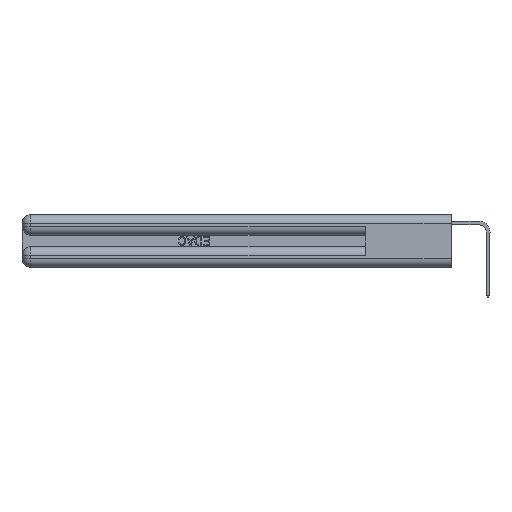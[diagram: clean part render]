
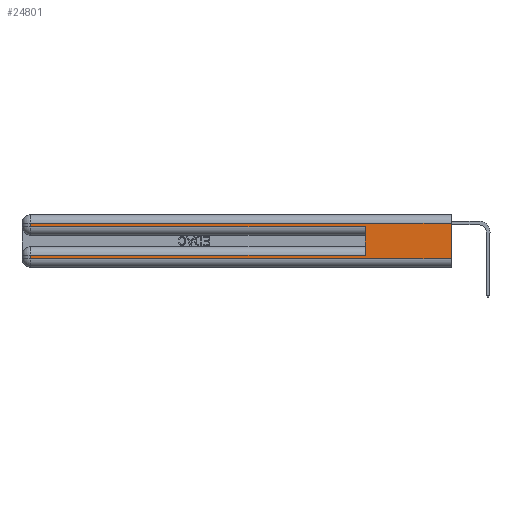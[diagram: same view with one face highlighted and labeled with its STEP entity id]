
A CAD part, left-side view. The second image highlights one B-rep face of the part: STEP entity #24801.
In plain terms, the highlighted planar face has unit normal (-1, 0, 0).
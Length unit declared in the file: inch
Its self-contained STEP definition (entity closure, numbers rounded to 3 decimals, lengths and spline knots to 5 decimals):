
#518 = CARTESIAN_POINT ( 'NONE',  ( 0., 0.6, 0.145 ) ) ;
#586 = LINE ( 'NONE', #13029, #22896 ) ;
#1189 = EDGE_CURVE ( 'NONE', #1671, #9093, #11464, .T. ) ;
#1356 = EDGE_CURVE ( 'NONE', #13197, #22456, #2314, .T. ) ;
#1415 = AXIS2_PLACEMENT_3D ( 'NONE', #25464, #27616, #14768 ) ;
#1610 = CARTESIAN_POINT ( 'NONE',  ( 0., 0., 0.31 ) ) ;
#1671 = VERTEX_POINT ( 'NONE', #11150 ) ;
#2314 = LINE ( 'NONE', #5572, #24546 ) ;
#3043 = DIRECTION ( 'NONE',  ( 0., 1., 0. ) ) ;
#5401 = CARTESIAN_POINT ( 'NONE',  ( 0., 2.94, 0.085 ) ) ;
#5572 = CARTESIAN_POINT ( 'NONE',  ( 0., 0., 0.06 ) ) ;
#5705 = VECTOR ( 'NONE', #24482, 39.37008 ) ;
#6109 = ORIENTED_EDGE ( 'NONE', *, *, #1189, .T. ) ;
#6326 = VECTOR ( 'NONE', #3043, 39.37008 ) ;
#6501 = ORIENTED_EDGE ( 'NONE', *, *, #18569, .T. ) ;
#8958 = DIRECTION ( 'NONE',  ( 0., 0., -1. ) ) ;
#8985 = EDGE_CURVE ( 'NONE', #16353, #22456, #16502, .T. ) ;
#9016 = LINE ( 'NONE', #518, #25492 ) ;
#9093 = VERTEX_POINT ( 'NONE', #17956 ) ;
#9244 = DIRECTION ( 'NONE',  ( 0., 0., 1. ) ) ;
#9874 = CARTESIAN_POINT ( 'NONE',  ( 0., 2.94, 0.06 ) ) ;
#10439 = PLANE ( 'NONE',  #1415 ) ;
#10776 = VECTOR ( 'NONE', #8958, 39.37008 ) ;
#11150 = CARTESIAN_POINT ( 'NONE',  ( 0., 2.94, 0.31 ) ) ;
#11383 = CARTESIAN_POINT ( 'NONE',  ( 0., 0., 0.285 ) ) ;
#11464 = LINE ( 'NONE', #18082, #5705 ) ;
#11565 = LINE ( 'NONE', #11383, #22339 ) ;
#11752 = CARTESIAN_POINT ( 'NONE',  ( 0., 0., 0.085 ) ) ;
#12094 = ORIENTED_EDGE ( 'NONE', *, *, #27208, .F. ) ;
#12124 = CARTESIAN_POINT ( 'NONE',  ( 0., 0.6, 0.085 ) ) ;
#12733 = LINE ( 'NONE', #11752, #6326 ) ;
#13029 = CARTESIAN_POINT ( 'NONE',  ( 0., 2.94, 0.37 ) ) ;
#13197 = VERTEX_POINT ( 'NONE', #9874 ) ;
#14343 = EDGE_CURVE ( 'NONE', #26815, #13197, #586, .T. ) ;
#14437 = ORIENTED_EDGE ( 'NONE', *, *, #18277, .T. ) ;
#14768 = DIRECTION ( 'NONE',  ( 0., 0., -1. ) ) ;
#15223 = EDGE_CURVE ( 'NONE', #15329, #26815, #12733, .T. ) ;
#15329 = VERTEX_POINT ( 'NONE', #12124 ) ;
#15732 = EDGE_LOOP ( 'NONE', ( #19426, #6501, #6109, #14437, #12094, #15984, #18342, #26660 ) ) ;
#15984 = ORIENTED_EDGE ( 'NONE', *, *, #15223, .T. ) ;
#16353 = VERTEX_POINT ( 'NONE', #20380 ) ;
#16502 = LINE ( 'NONE', #19737, #10776 ) ;
#17396 = DIRECTION ( 'NONE',  ( 0., 0., -1. ) ) ;
#17956 = CARTESIAN_POINT ( 'NONE',  ( 0., 2.94, 0.285 ) ) ;
#18082 = CARTESIAN_POINT ( 'NONE',  ( 0., 2.94, 0.37 ) ) ;
#18277 = EDGE_CURVE ( 'NONE', #9093, #18653, #11565, .T. ) ;
#18342 = ORIENTED_EDGE ( 'NONE', *, *, #14343, .T. ) ;
#18569 = EDGE_CURVE ( 'NONE', #16353, #1671, #27655, .T. ) ;
#18653 = VERTEX_POINT ( 'NONE', #21441 ) ;
#18919 = DIRECTION ( 'NONE',  ( 0., 1., 0. ) ) ;
#19296 = FACE_OUTER_BOUND ( 'NONE', #15732, .T. ) ;
#19426 = ORIENTED_EDGE ( 'NONE', *, *, #8985, .F. ) ;
#19737 = CARTESIAN_POINT ( 'NONE',  ( 0., 0., 0.37 ) ) ;
#20053 = DIRECTION ( 'NONE',  ( 0., -1., 0. ) ) ;
#20380 = CARTESIAN_POINT ( 'NONE',  ( 0., 0., 0.31 ) ) ;
#20586 = CARTESIAN_POINT ( 'NONE',  ( 0., 0., 0.06 ) ) ;
#20680 = DIRECTION ( 'NONE',  ( 0., -1., 0. ) ) ;
#21441 = CARTESIAN_POINT ( 'NONE',  ( 0., 0.6, 0.285 ) ) ;
#22005 = VECTOR ( 'NONE', #18919, 39.37008 ) ;
#22339 = VECTOR ( 'NONE', #20053, 39.37008 ) ;
#22456 = VERTEX_POINT ( 'NONE', #20586 ) ;
#22896 = VECTOR ( 'NONE', #17396, 39.37008 ) ;
#24482 = DIRECTION ( 'NONE',  ( 0., 0., -1. ) ) ;
#24546 = VECTOR ( 'NONE', #20680, 39.37008 ) ;
#24801 = ADVANCED_FACE ( 'NONE', ( #19296 ), #10439, .F. ) ;
#25464 = CARTESIAN_POINT ( 'NONE',  ( 0., 0., 0.37 ) ) ;
#25492 = VECTOR ( 'NONE', #9244, 39.37008 ) ;
#26660 = ORIENTED_EDGE ( 'NONE', *, *, #1356, .T. ) ;
#26815 = VERTEX_POINT ( 'NONE', #5401 ) ;
#27208 = EDGE_CURVE ( 'NONE', #15329, #18653, #9016, .T. ) ;
#27616 = DIRECTION ( 'NONE',  ( 1., 0., 0. ) ) ;
#27655 = LINE ( 'NONE', #1610, #22005 ) ;
